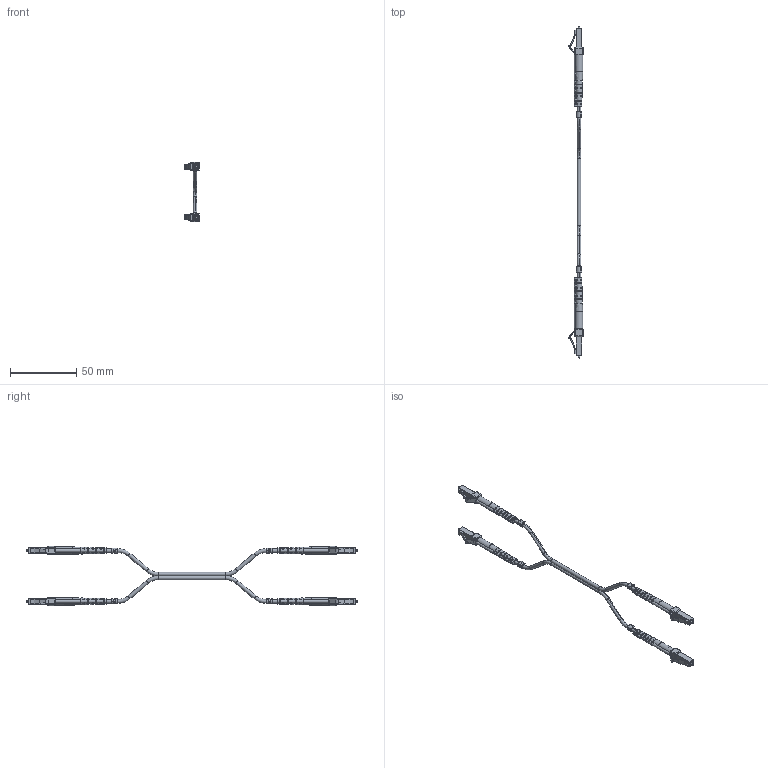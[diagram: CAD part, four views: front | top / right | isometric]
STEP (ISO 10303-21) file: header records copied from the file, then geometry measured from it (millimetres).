
FILE_DESCRIPTION (( 'STEP AP214' ), '1' );
FILE_NAME ('FODBIFLC.STEP', '2018-07-18T12:09:51', ( '' ), ( '' ), 'SwSTEP 2.0', 'SolidWorks 2017', '' );
FILE_SCHEMA (( 'AUTOMOTIVE_DESIGN' ));
Length unit declared in the file: inch
Products named in the file (8): CONN-LC3-240-3-MA1; LBL-C3P-B; LBL-C3P-A; 1AL06-002; FODBIFLC; 1AF02-025-MA2; CONN-LC3-240-3-MA6; 1AF02-025-LC-CONN
Assembly tree (12 placements, depth 3):
  FODBIFLC
    1AL06-002
    LBL-C3P-A  x2
    LBL-C3P-B  x2
    1AF02-025-LC-CONN  x4
      CONN-LC3-240-3-MA1
      1AF02-025-MA2
      CONN-LC3-240-3-MA6
Bounding box: 10.77 x 250.35 x 44.53 mm (x, y, z)
Volume: 5898 mm3; surface area: 12326.9 mm2
Topology: 17 solids, 17 shells, 1047 faces, 3041 edges, 1898 vertices
Faces by surface type: plane 608, cylinder 241, cone 96, bspline 46, sphere 32, torus 24
Entity records: 12134 total; most frequent: CARTESIAN_POINT 3013, ORIENTED_EDGE 1762, DIRECTION 1686, EDGE_CURVE 881, AXIS2_PLACEMENT_3D 621, VERTEX_POINT 555, VECTOR 444, LINE 444
